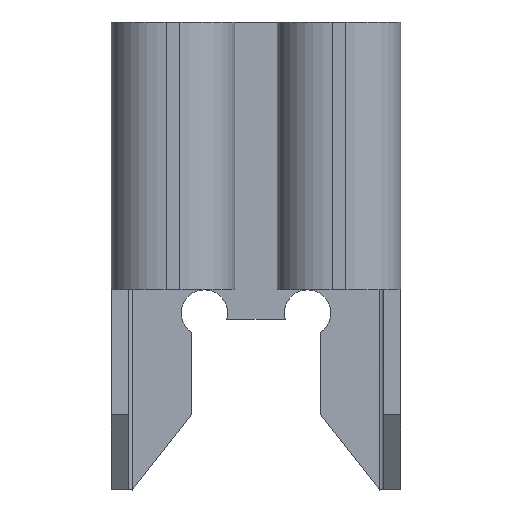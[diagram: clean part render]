
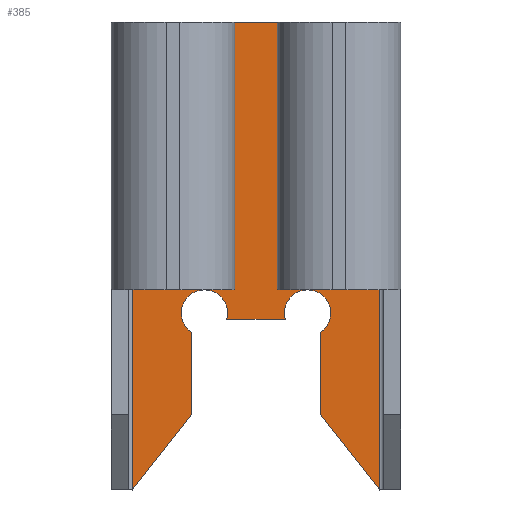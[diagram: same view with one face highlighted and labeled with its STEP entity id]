
A CAD part, top view. The second image highlights one B-rep face of the part: STEP entity #385.
In plain terms, the highlighted planar face has unit normal (0, 0, 1).
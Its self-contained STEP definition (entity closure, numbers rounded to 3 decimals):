
#1 = DIRECTION ( 'NONE',  ( 0., -1., 0. ) ) ;
#29 = VECTOR ( 'NONE', #57, 1000. ) ;
#57 = DIRECTION ( 'NONE',  ( 0.621, 0.784, 0. ) ) ;
#78 = DIRECTION ( 'NONE',  ( 0., 0., 1. ) ) ;
#80 = VECTOR ( 'NONE', #1, 1000. ) ;
#88 = CIRCLE ( 'NONE', #1332, 0.55 ) ;
#103 = VECTOR ( 'NONE', #1402, 1000. ) ;
#134 = VERTEX_POINT ( 'NONE', #804 ) ;
#136 = EDGE_CURVE ( 'NONE', #1328, #1679, #1146, .T. ) ;
#144 = ORIENTED_EDGE ( 'NONE', *, *, #1639, .T. ) ;
#146 = VERTEX_POINT ( 'NONE', #1800 ) ;
#150 = AXIS2_PLACEMENT_3D ( 'NONE', #1351, #376, #1359 ) ;
#163 = VECTOR ( 'NONE', #1002, 1000. ) ;
#169 = ORIENTED_EDGE ( 'NONE', *, *, #599, .F. ) ;
#175 = CARTESIAN_POINT ( 'NONE',  ( 2.934, 11.1, -0.784 ) ) ;
#185 = CARTESIAN_POINT ( 'NONE',  ( -2.934, 11.1, -0.784 ) ) ;
#196 = CARTESIAN_POINT ( 'NONE',  ( 1.225, 4.2, -0.784 ) ) ;
#197 = ORIENTED_EDGE ( 'NONE', *, *, #393, .F. ) ;
#211 = DIRECTION ( 'NONE',  ( 0., 0., 1. ) ) ;
#237 = DIRECTION ( 'NONE',  ( 0., 0., 1. ) ) ;
#257 = LINE ( 'NONE', #415, #103 ) ;
#278 = ORIENTED_EDGE ( 'NONE', *, *, #986, .F. ) ;
#306 = EDGE_CURVE ( 'NONE', #938, #134, #760, .T. ) ;
#312 = CIRCLE ( 'NONE', #1306, 0.55 ) ;
#329 = CIRCLE ( 'NONE', #382, 0.55 ) ;
#376 = DIRECTION ( 'NONE',  ( 0., 0., 1. ) ) ;
#377 = CARTESIAN_POINT ( 'NONE',  ( 1.225, 4.2, -0.784 ) ) ;
#382 = AXIS2_PLACEMENT_3D ( 'NONE', #196, #78, #1187 ) ;
#385 = ADVANCED_FACE ( 'NONE', ( #605 ), #1472, .F. ) ;
#393 = EDGE_CURVE ( 'NONE', #1679, #1746, #329, .T. ) ;
#413 = LINE ( 'NONE', #906, #1759 ) ;
#415 = CARTESIAN_POINT ( 'NONE',  ( 0., 4.05, -0.784 ) ) ;
#416 = CARTESIAN_POINT ( 'NONE',  ( -2.934, 11.1, -0.784 ) ) ;
#475 = EDGE_CURVE ( 'NONE', #1307, #1569, #1576, .T. ) ;
#523 = ORIENTED_EDGE ( 'NONE', *, *, #306, .F. ) ;
#543 = CARTESIAN_POINT ( 'NONE',  ( -2.934, 0., -0.784 ) ) ;
#569 = VERTEX_POINT ( 'NONE', #1013 ) ;
#588 = CARTESIAN_POINT ( 'NONE',  ( -1.775, 4.2, -0.784 ) ) ;
#593 = CIRCLE ( 'NONE', #1051, 0.55 ) ;
#599 = EDGE_CURVE ( 'NONE', #1292, #938, #312, .T. ) ;
#605 = FACE_OUTER_BOUND ( 'NONE', #1688, .T. ) ;
#619 = ORIENTED_EDGE ( 'NONE', *, *, #1799, .T. ) ;
#652 = DIRECTION ( 'NONE',  ( -1., 0., 0. ) ) ;
#685 = DIRECTION ( 'NONE',  ( 1., 0., 0. ) ) ;
#698 = LINE ( 'NONE', #1450, #29 ) ;
#699 = CARTESIAN_POINT ( 'NONE',  ( -0.696, 4.05, -0.784 ) ) ;
#716 = EDGE_CURVE ( 'NONE', #569, #1328, #88, .T. ) ;
#744 = ORIENTED_EDGE ( 'NONE', *, *, #1353, .T. ) ;
#749 = ORIENTED_EDGE ( 'NONE', *, *, #1728, .F. ) ;
#760 = CIRCLE ( 'NONE', #1825, 0.55 ) ;
#761 = DIRECTION ( 'NONE',  ( 0., -1., 0. ) ) ;
#804 = CARTESIAN_POINT ( 'NONE',  ( -1.525, 3.739, -0.784 ) ) ;
#838 = DIRECTION ( 'NONE',  ( 1., 0., 0. ) ) ;
#888 = VERTEX_POINT ( 'NONE', #1417 ) ;
#904 = CARTESIAN_POINT ( 'NONE',  ( 0.675, 4.2, -0.784 ) ) ;
#906 = CARTESIAN_POINT ( 'NONE',  ( 1.804, 1.428, -0.784 ) ) ;
#908 = CARTESIAN_POINT ( 'NONE',  ( -1.225, 4.2, -0.784 ) ) ;
#917 = CARTESIAN_POINT ( 'NONE',  ( -1.225, 4.2, -0.784 ) ) ;
#927 = DIRECTION ( 'NONE',  ( 1., 0., 0. ) ) ;
#938 = VERTEX_POINT ( 'NONE', #588 ) ;
#952 = VERTEX_POINT ( 'NONE', #1574 ) ;
#957 = AXIS2_PLACEMENT_3D ( 'NONE', #1055, #1492, #652 ) ;
#971 = LINE ( 'NONE', #1091, #163 ) ;
#986 = EDGE_CURVE ( 'NONE', #1035, #888, #1151, .T. ) ;
#1002 = DIRECTION ( 'NONE',  ( 0., 1., 0. ) ) ;
#1013 = CARTESIAN_POINT ( 'NONE',  ( 1.525, 3.739, -0.784 ) ) ;
#1020 = CARTESIAN_POINT ( 'NONE',  ( -2.934, 11.1, -0.784 ) ) ;
#1034 = CARTESIAN_POINT ( 'NONE',  ( -0.675, 4.2, -0.784 ) ) ;
#1035 = VERTEX_POINT ( 'NONE', #1354 ) ;
#1040 = DIRECTION ( 'NONE',  ( 0., 0., 1. ) ) ;
#1051 = AXIS2_PLACEMENT_3D ( 'NONE', #908, #1040, #1186 ) ;
#1055 = CARTESIAN_POINT ( 'NONE',  ( -2.934, 11.1, -0.784 ) ) ;
#1057 = DIRECTION ( 'NONE',  ( 1., 0., 0. ) ) ;
#1067 = ORIENTED_EDGE ( 'NONE', *, *, #1265, .T. ) ;
#1091 = CARTESIAN_POINT ( 'NONE',  ( -1.525, 0., -0.784 ) ) ;
#1108 = ORIENTED_EDGE ( 'NONE', *, *, #1811, .T. ) ;
#1137 = VECTOR ( 'NONE', #838, 1000. ) ;
#1146 = CIRCLE ( 'NONE', #150, 0.55 ) ;
#1149 = CARTESIAN_POINT ( 'NONE',  ( 0.696, 4.05, -0.784 ) ) ;
#1151 = LINE ( 'NONE', #175, #1835 ) ;
#1161 = ORIENTED_EDGE ( 'NONE', *, *, #1425, .F. ) ;
#1186 = DIRECTION ( 'NONE',  ( 1., 0., 0. ) ) ;
#1187 = DIRECTION ( 'NONE',  ( 1., 0., 0. ) ) ;
#1195 = VECTOR ( 'NONE', #1447, 1000. ) ;
#1258 = ORIENTED_EDGE ( 'NONE', *, *, #716, .F. ) ;
#1265 = EDGE_CURVE ( 'NONE', #1569, #952, #698, .T. ) ;
#1292 = VERTEX_POINT ( 'NONE', #1034 ) ;
#1300 = ORIENTED_EDGE ( 'NONE', *, *, #136, .F. ) ;
#1306 = AXIS2_PLACEMENT_3D ( 'NONE', #1473, #211, #1057 ) ;
#1307 = VERTEX_POINT ( 'NONE', #185 ) ;
#1328 = VERTEX_POINT ( 'NONE', #1658 ) ;
#1332 = AXIS2_PLACEMENT_3D ( 'NONE', #377, #237, #685 ) ;
#1351 = CARTESIAN_POINT ( 'NONE',  ( 1.225, 4.2, -0.784 ) ) ;
#1353 = EDGE_CURVE ( 'NONE', #569, #146, #1761, .T. ) ;
#1354 = CARTESIAN_POINT ( 'NONE',  ( 2.934, 11.1, -0.784 ) ) ;
#1359 = DIRECTION ( 'NONE',  ( 1., 0., 0. ) ) ;
#1402 = DIRECTION ( 'NONE',  ( 1., 0., 0. ) ) ;
#1417 = CARTESIAN_POINT ( 'NONE',  ( 2.934, 0., -0.784 ) ) ;
#1425 = EDGE_CURVE ( 'NONE', #1307, #1035, #1643, .T. ) ;
#1447 = DIRECTION ( 'NONE',  ( 0., -1., 0. ) ) ;
#1450 = CARTESIAN_POINT ( 'NONE',  ( -1.804, 1.428, -0.784 ) ) ;
#1466 = DIRECTION ( 'NONE',  ( 0., 0., 1. ) ) ;
#1472 = PLANE ( 'NONE',  #957 ) ;
#1473 = CARTESIAN_POINT ( 'NONE',  ( -1.225, 4.2, -0.784 ) ) ;
#1492 = DIRECTION ( 'NONE',  ( 0., 0., -1. ) ) ;
#1559 = CARTESIAN_POINT ( 'NONE',  ( 1.525, 0., -0.784 ) ) ;
#1569 = VERTEX_POINT ( 'NONE', #543 ) ;
#1574 = CARTESIAN_POINT ( 'NONE',  ( -1.525, 1.78, -0.784 ) ) ;
#1576 = LINE ( 'NONE', #1020, #1195 ) ;
#1639 = EDGE_CURVE ( 'NONE', #952, #134, #971, .T. ) ;
#1643 = LINE ( 'NONE', #416, #1137 ) ;
#1658 = CARTESIAN_POINT ( 'NONE',  ( 1.775, 4.2, -0.784 ) ) ;
#1679 = VERTEX_POINT ( 'NONE', #904 ) ;
#1688 = EDGE_LOOP ( 'NONE', ( #1108, #278, #1161, #1801, #1067, #144, #523, #169, #749, #619, #197, #1300, #1258, #744 ) ) ;
#1728 = EDGE_CURVE ( 'NONE', #1760, #1292, #593, .T. ) ;
#1732 = DIRECTION ( 'NONE',  ( 0.621, -0.784, 0. ) ) ;
#1746 = VERTEX_POINT ( 'NONE', #1149 ) ;
#1759 = VECTOR ( 'NONE', #1732, 1000. ) ;
#1760 = VERTEX_POINT ( 'NONE', #699 ) ;
#1761 = LINE ( 'NONE', #1559, #80 ) ;
#1799 = EDGE_CURVE ( 'NONE', #1760, #1746, #257, .T. ) ;
#1800 = CARTESIAN_POINT ( 'NONE',  ( 1.525, 1.78, -0.784 ) ) ;
#1801 = ORIENTED_EDGE ( 'NONE', *, *, #475, .T. ) ;
#1811 = EDGE_CURVE ( 'NONE', #146, #888, #413, .T. ) ;
#1825 = AXIS2_PLACEMENT_3D ( 'NONE', #917, #1466, #927 ) ;
#1835 = VECTOR ( 'NONE', #761, 1000. ) ;
